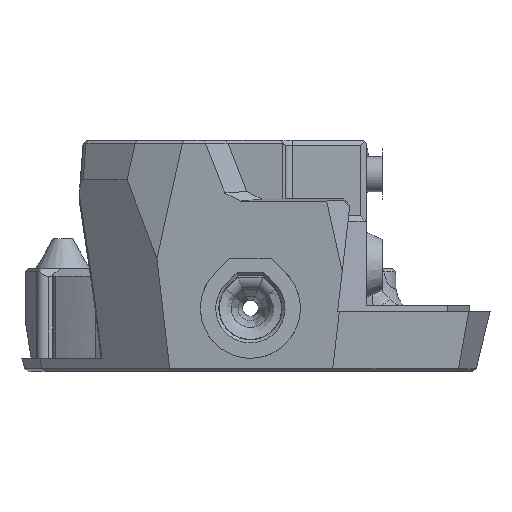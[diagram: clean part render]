
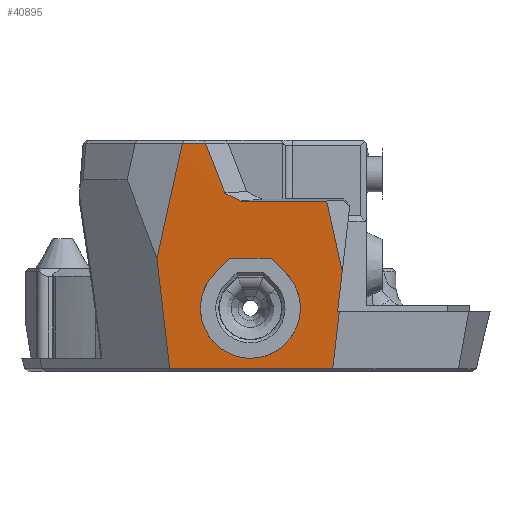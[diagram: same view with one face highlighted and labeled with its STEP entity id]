
A CAD part, front view. The second image highlights one B-rep face of the part: STEP entity #40895.
In plain terms, the highlighted planar face has unit normal (0, -0.996, -0.087).
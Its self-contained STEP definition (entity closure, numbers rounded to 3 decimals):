
#122=FACE_BOUND('',#6184,.T.);
#1847=PLANE('',#42857);
#4059=FACE_OUTER_BOUND('',#6183,.T.);
#6183=EDGE_LOOP('',(#35584,#35585,#35586,#35587,#35588,#35589,#35590,#35591,
#35592,#35593,#35594));
#6184=EDGE_LOOP('',(#35595,#35596,#35597,#35598));
#6699=ELLIPSE('',#42737,6.624,6.599);
#11633=LINE('',#66610,#16612);
#11637=LINE('',#66617,#16616);
#11638=LINE('',#66620,#16617);
#11639=LINE('',#66622,#16618);
#11640=LINE('',#66624,#16619);
#11641=LINE('',#66626,#16620);
#11642=LINE('',#66628,#16621);
#11643=LINE('',#66630,#16622);
#11644=LINE('',#66632,#16623);
#11645=LINE('',#66634,#16624);
#11646=LINE('',#66635,#16625);
#11647=LINE('',#66637,#16626);
#11648=LINE('',#66639,#16627);
#11649=LINE('',#66640,#16628);
#16612=VECTOR('',#50815,1000.);
#16616=VECTOR('',#50821,1000.);
#16617=VECTOR('',#50824,1000.);
#16618=VECTOR('',#50825,1000.);
#16619=VECTOR('',#50826,1000.);
#16620=VECTOR('',#50827,1000.);
#16621=VECTOR('',#50828,1000.);
#16622=VECTOR('',#50829,1000.);
#16623=VECTOR('',#50830,1000.);
#16624=VECTOR('',#50831,1000.);
#16625=VECTOR('',#50832,1000.);
#16626=VECTOR('',#50833,1000.);
#16627=VECTOR('',#50834,1000.);
#16628=VECTOR('',#50835,1000.);
#20450=VERTEX_POINT('',#65694);
#20451=VERTEX_POINT('',#65696);
#20592=VERTEX_POINT('',#66602);
#20594=VERTEX_POINT('',#66609);
#20596=VERTEX_POINT('',#66615);
#20597=VERTEX_POINT('',#66619);
#20598=VERTEX_POINT('',#66621);
#20599=VERTEX_POINT('',#66623);
#20600=VERTEX_POINT('',#66625);
#20601=VERTEX_POINT('',#66627);
#20602=VERTEX_POINT('',#66629);
#20603=VERTEX_POINT('',#66631);
#20604=VERTEX_POINT('',#66633);
#20605=VERTEX_POINT('',#66636);
#20606=VERTEX_POINT('',#66638);
#25910=EDGE_CURVE('',#20451,#20450,#6699,.T.);
#26125=EDGE_CURVE('',#20592,#20594,#11633,.T.);
#26129=EDGE_CURVE('',#20592,#20596,#11637,.T.);
#26130=EDGE_CURVE('',#20597,#20594,#11638,.T.);
#26131=EDGE_CURVE('',#20596,#20598,#11639,.T.);
#26132=EDGE_CURVE('',#20598,#20599,#11640,.T.);
#26133=EDGE_CURVE('',#20600,#20599,#11641,.T.);
#26134=EDGE_CURVE('',#20601,#20600,#11642,.T.);
#26135=EDGE_CURVE('',#20601,#20602,#11643,.T.);
#26136=EDGE_CURVE('',#20602,#20603,#11644,.T.);
#26137=EDGE_CURVE('',#20603,#20604,#11645,.T.);
#26138=EDGE_CURVE('',#20597,#20604,#11646,.T.);
#26139=EDGE_CURVE('',#20450,#20605,#11647,.T.);
#26140=EDGE_CURVE('',#20605,#20606,#11648,.T.);
#26141=EDGE_CURVE('',#20606,#20451,#11649,.T.);
#35584=ORIENTED_EDGE('',*,*,#26130,.T.);
#35585=ORIENTED_EDGE('',*,*,#26125,.F.);
#35586=ORIENTED_EDGE('',*,*,#26129,.T.);
#35587=ORIENTED_EDGE('',*,*,#26131,.T.);
#35588=ORIENTED_EDGE('',*,*,#26132,.T.);
#35589=ORIENTED_EDGE('',*,*,#26133,.F.);
#35590=ORIENTED_EDGE('',*,*,#26134,.F.);
#35591=ORIENTED_EDGE('',*,*,#26135,.T.);
#35592=ORIENTED_EDGE('',*,*,#26136,.T.);
#35593=ORIENTED_EDGE('',*,*,#26137,.T.);
#35594=ORIENTED_EDGE('',*,*,#26138,.F.);
#35595=ORIENTED_EDGE('',*,*,#25910,.T.);
#35596=ORIENTED_EDGE('',*,*,#26139,.T.);
#35597=ORIENTED_EDGE('',*,*,#26140,.T.);
#35598=ORIENTED_EDGE('',*,*,#26141,.T.);
#40895=ADVANCED_FACE('',(#4059,#122),#1847,.T.);
#42737=AXIS2_PLACEMENT_3D('',#65697,#50435,#50436);
#42857=AXIS2_PLACEMENT_3D('',#66618,#50822,#50823);
#50435=DIRECTION('center_axis',(0.,0.996,
0.087));
#50436=DIRECTION('ref_axis',(0.,-0.087,
0.996));
#50815=DIRECTION('',(-0.114,-0.087,0.99));
#50821=DIRECTION('',(1.,0.,0.));
#50822=DIRECTION('center_axis',(0.,-0.996,
-0.087));
#50823=DIRECTION('ref_axis',(0.,0.087,-0.996));
#50824=DIRECTION('',(-0.214,0.085,-0.973));
#50825=DIRECTION('',(0.114,-0.087,0.99));
#50826=DIRECTION('',(-1.,0.,0.));
#50827=DIRECTION('',(-0.114,0.087,-0.99));
#50828=DIRECTION('',(0.214,0.085,-0.973));
#50829=DIRECTION('',(-1.,0.,0.));
#50830=DIRECTION('',(-0.888,-0.04,0.459));
#50831=DIRECTION('',(-0.36,-0.081,0.929));
#50832=DIRECTION('',(1.,0.,0.));
#50833=DIRECTION('',(0.706,-0.062,0.706));
#50834=DIRECTION('',(1.,0.,0.));
#50835=DIRECTION('',(0.706,0.062,-0.706));
#65694=CARTESIAN_POINT('',(-5.624,-27.52,5.588));
#65696=CARTESIAN_POINT('',(3.708,-27.52,5.588));
#65697=CARTESIAN_POINT('Origin',(-0.958,-27.112,0.922));
#66602=CARTESIAN_POINT('',(-11.624,-26.411,-7.081));
#66609=CARTESIAN_POINT('',(-13.301,-27.684,7.465));
#66610=CARTESIAN_POINT('',(-12.402,-27.003,-0.324));
#66615=CARTESIAN_POINT('',(9.908,-26.411,-7.081));
#66617=CARTESIAN_POINT('',(-1.031,-26.412,-7.079));
#66618=CARTESIAN_POINT('Origin',(-1.127,-27.121,1.025));
#66619=CARTESIAN_POINT('',(-9.945,-29.02,22.723));
#66620=CARTESIAN_POINT('',(-12.354,-28.061,11.775));
#66621=CARTESIAN_POINT('',(10.777,-27.072,0.463));
#66622=CARTESIAN_POINT('',(11.173,-27.372,3.896));
#66623=CARTESIAN_POINT('',(10.551,-27.072,0.463));
#66624=CARTESIAN_POINT('',(9.429,-27.072,0.463));
#66625=CARTESIAN_POINT('',(11.161,-27.534,5.749));
#66626=CARTESIAN_POINT('',(10.809,-27.267,2.697));
#66627=CARTESIAN_POINT('',(9.11,-28.351,15.081));
#66628=CARTESIAN_POINT('',(8.432,-28.621,18.166));
#66629=CARTESIAN_POINT('',(-2.299,-28.351,15.081));
#66630=CARTESIAN_POINT('',(1.64,-28.351,15.081));
#66631=CARTESIAN_POINT('',(-4.327,-28.442,16.129));
#66632=CARTESIAN_POINT('',(5.959,-27.977,10.815));
#66633=CARTESIAN_POINT('',(-6.882,-29.018,22.726));
#66634=CARTESIAN_POINT('',(-1.174,-27.731,7.995));
#66635=CARTESIAN_POINT('',(-4.546,-29.019,22.724));
#66636=CARTESIAN_POINT('',(-3.691,-27.689,7.521));
#66637=CARTESIAN_POINT('',(-4.669,-27.604,6.543));
#66638=CARTESIAN_POINT('',(1.775,-27.689,7.521));
#66639=CARTESIAN_POINT('',(0.324,-27.689,7.521));
#66640=CARTESIAN_POINT('',(3.631,-27.527,5.664));
